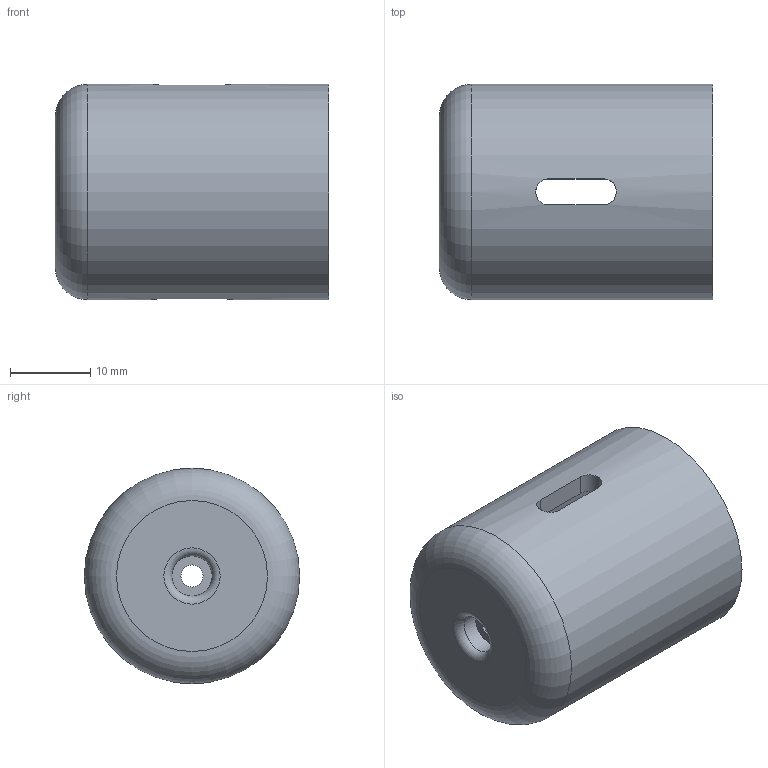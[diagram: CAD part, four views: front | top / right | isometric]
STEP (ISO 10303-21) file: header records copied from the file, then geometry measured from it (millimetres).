
FILE_DESCRIPTION(/* description */ (''),/* implementation_level */ '2;1');
FILE_NAME(/* name */ 'Motor Attachment v4.step',/* time_stamp */ '2022-04-10T03:23:00-07:00',/* author */ (''),/* organization */ (''),/* preprocessor_version */ 'ST-DEVELOPER v18.1',/* originating_system */ 'Autodesk Translation Framework v10.14.0.1471',/* authorisation */ '');
FILE_SCHEMA (('AUTOMOTIVE_DESIGN { 1 0 10303 214 3 1 1 }'));
Length unit declared in the file: millimetre
Products named in the file (1): Motor Attachment
Bounding box: 34 x 26.8 x 26.8 mm (x, y, z)
Volume: 7428.7 mm3; surface area: 5873.8 mm2
Topology: 1 solids, 1 shells, 27 faces, 74 edges, 49 vertices
Faces by surface type: cylinder 12, plane 12, torus 3
Full cylindrical faces by diameter (mm): 2.75 x1, 5.01 x1, 21.8 x1, 26.8 x1
Entity records: 1025 total; most frequent: CARTESIAN_POINT 295, ORIENTED_EDGE 148, DIRECTION 142, EDGE_CURVE 74, AXIS2_PLACEMENT_3D 56, VERTEX_POINT 49, EDGE_LOOP 33, LINE 30
